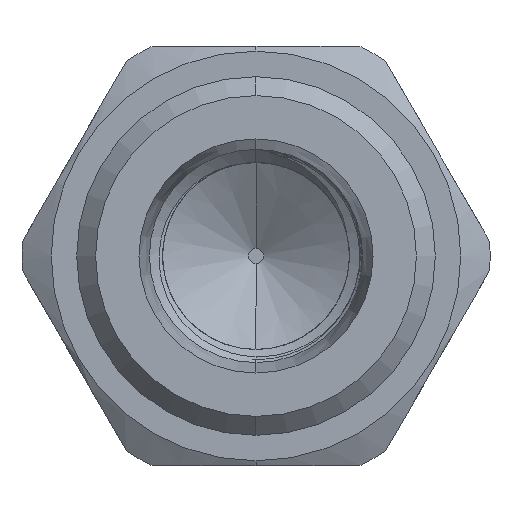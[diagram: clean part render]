
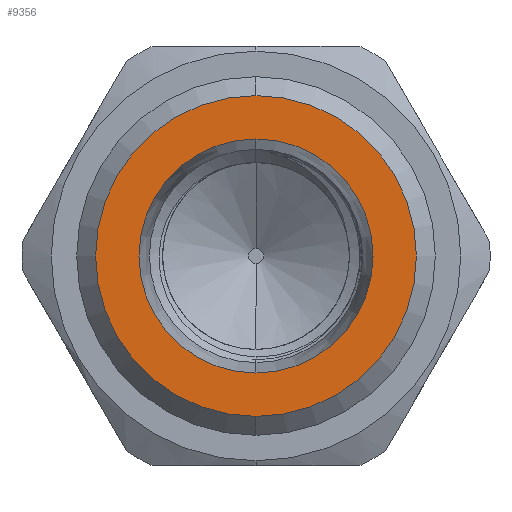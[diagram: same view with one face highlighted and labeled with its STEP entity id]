
A CAD part, left-side view. The second image highlights one B-rep face of the part: STEP entity #9356.
In plain terms, the highlighted planar face has unit normal (-1, 0, 0).
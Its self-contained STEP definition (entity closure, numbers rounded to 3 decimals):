
#286 = VERTEX_POINT ( 'NONE', #8860 ) ;
#320 = VERTEX_POINT ( 'NONE', #8847 ) ;
#585 = AXIS2_PLACEMENT_3D ( 'NONE', #7576, #7512, #7437 ) ;
#821 = AXIS2_PLACEMENT_3D ( 'NONE', #7406, #7409, #7399 ) ;
#1270 = CARTESIAN_POINT ( 'NONE',  ( 0., 0., 0. ) ) ;
#1271 = DIRECTION ( 'NONE',  ( -1., 0., 0. ) ) ;
#1272 = DIRECTION ( 'NONE',  ( 0., 0., 1. ) ) ;
#1310 = CARTESIAN_POINT ( 'NONE',  ( 0., 0., 0. ) ) ;
#1311 = DIRECTION ( 'NONE',  ( -1., 0., 0. ) ) ;
#1312 = DIRECTION ( 'NONE',  ( 0., 0., 1. ) ) ;
#1867 = CARTESIAN_POINT ( 'NONE',  ( 0., 0., 0. ) ) ;
#1868 = DIRECTION ( 'NONE',  ( -1., 0., 0. ) ) ;
#1869 = DIRECTION ( 'NONE',  ( 0., 0., 1. ) ) ;
#2305 = EDGE_CURVE ( 'NONE', #5573, #5545, #8080, .T. ) ;
#3694 = CIRCLE ( 'NONE', #5968, 6.2 ) ;
#5360 = EDGE_LOOP ( 'NONE', ( #7858, #7801 ) ) ;
#5460 = EDGE_LOOP ( 'NONE', ( #7792, #7809 ) ) ;
#5545 = VERTEX_POINT ( 'NONE', #7368 ) ;
#5573 = VERTEX_POINT ( 'NONE', #7529 ) ;
#5854 = AXIS2_PLACEMENT_3D ( 'NONE', #1270, #1271, #1272 ) ;
#5924 = AXIS2_PLACEMENT_3D ( 'NONE', #1867, #1868, #1869 ) ;
#5968 = AXIS2_PLACEMENT_3D ( 'NONE', #1310, #1311, #1312 ) ;
#7368 = CARTESIAN_POINT ( 'NONE',  ( 0., 0., 8.5 ) ) ;
#7395 = CIRCLE ( 'NONE', #5924, 8.5 ) ;
#7399 = DIRECTION ( 'NONE',  ( 0., 0., -1. ) ) ;
#7403 = PLANE ( 'NONE',  #821 ) ;
#7406 = CARTESIAN_POINT ( 'NONE',  ( 0., 0., 0. ) ) ;
#7409 = DIRECTION ( 'NONE',  ( 1., 0., 0. ) ) ;
#7437 = DIRECTION ( 'NONE',  ( 0., 0., 1. ) ) ;
#7512 = DIRECTION ( 'NONE',  ( -1., 0., 0. ) ) ;
#7529 = CARTESIAN_POINT ( 'NONE',  ( 0., 0., -8.5 ) ) ;
#7576 = CARTESIAN_POINT ( 'NONE',  ( 0., 0., 0. ) ) ;
#7792 = ORIENTED_EDGE ( 'NONE', *, *, #9768, .F. ) ;
#7801 = ORIENTED_EDGE ( 'NONE', *, *, #9869, .T. ) ;
#7809 = ORIENTED_EDGE ( 'NONE', *, *, #9780, .F. ) ;
#7858 = ORIENTED_EDGE ( 'NONE', *, *, #2305, .T. ) ;
#8080 = CIRCLE ( 'NONE', #585, 8.5 ) ;
#8148 = CIRCLE ( 'NONE', #5854, 6.2 ) ;
#8847 = CARTESIAN_POINT ( 'NONE',  ( 0., 0., 6.2 ) ) ;
#8860 = CARTESIAN_POINT ( 'NONE',  ( 0., 0., -6.2 ) ) ;
#9040 = FACE_BOUND ( 'NONE', #5460, .T. ) ;
#9265 = FACE_OUTER_BOUND ( 'NONE', #5360, .T. ) ;
#9356 = ADVANCED_FACE ( 'NONE', ( #9040, #9265 ), #7403, .F. ) ;
#9768 = EDGE_CURVE ( 'NONE', #320, #286, #8148, .T. ) ;
#9780 = EDGE_CURVE ( 'NONE', #286, #320, #3694, .T. ) ;
#9869 = EDGE_CURVE ( 'NONE', #5545, #5573, #7395, .T. ) ;
